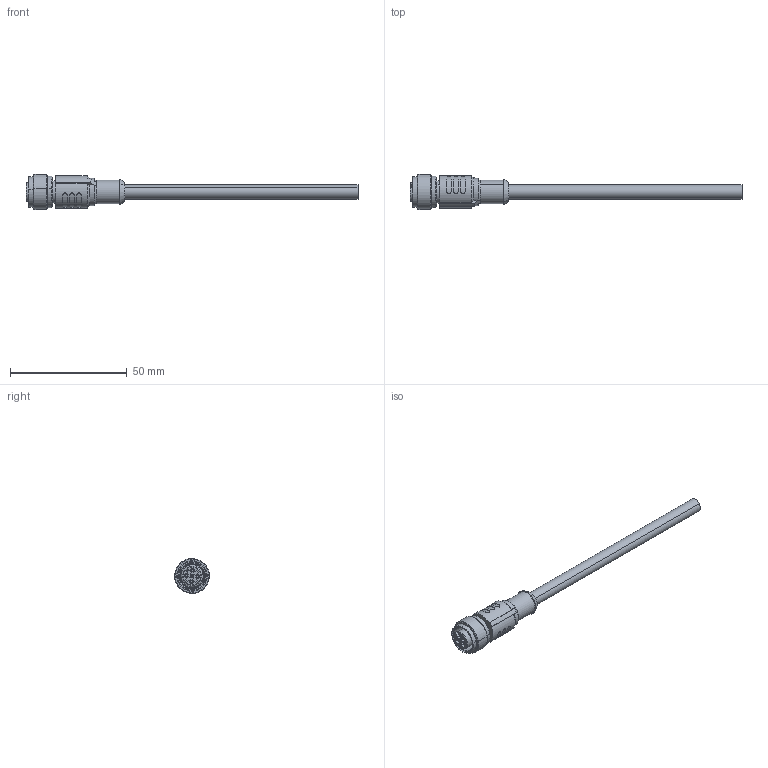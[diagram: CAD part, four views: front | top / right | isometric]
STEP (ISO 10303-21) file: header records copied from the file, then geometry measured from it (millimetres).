
FILE_DESCRIPTION((''),'2;1');
FILE_NAME('EK5-M-P00_ASM','2019-03-26T',('xin.jin'),(''),'PRO/ENGINEER BY PARAMETRIC TECHNOLOGY CORPORATION, 2012060','PRO/ENGINEER BY PARAMETRIC TECHNOLOGY CORPORATION, 2012060','');
FILE_SCHEMA(('AUTOMOTIVE_DESIGN { 1 0 10303 214 1 1 1 1 }'));
Length unit declared in the file: millimetre
Products named in the file (1): EK5-M-P00_ASM
Bounding box: 142.2 x 15 x 15 mm (x, y, z)
Volume: 7519.8 mm3; surface area: 5408.5 mm2
Topology: 1 solids, 10 shells, 402 faces, 1147 edges, 753 vertices
Faces by surface type: plane 216, cylinder 156, cone 24, torus 6
Entity records: 13807 total; most frequent: CARTESIAN_POINT 2842, DIRECTION 2353, ORIENTED_EDGE 2294, EDGE_CURVE 1147, AXIS2_PLACEMENT_3D 884, VERTEX_POINT 753, VECTOR 585, LINE 585
